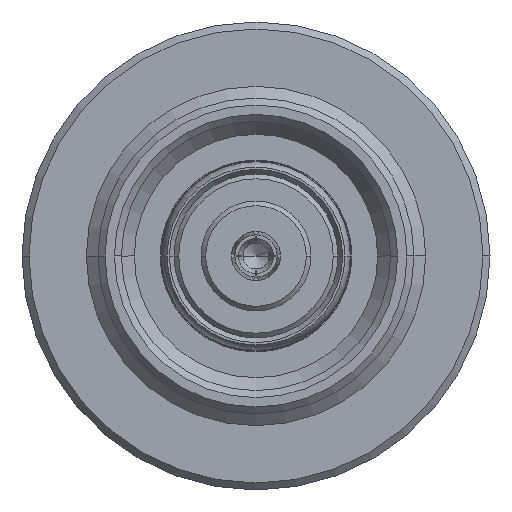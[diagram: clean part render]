
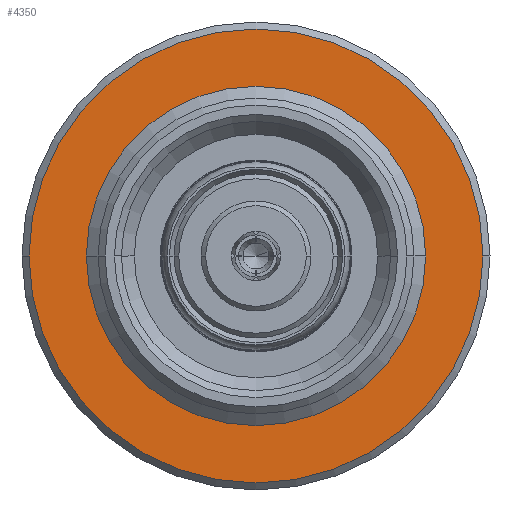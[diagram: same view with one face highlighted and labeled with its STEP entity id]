
A CAD part, left-side view. The second image highlights one B-rep face of the part: STEP entity #4350.
In plain terms, the highlighted planar face has unit normal (-1, 0, 0).
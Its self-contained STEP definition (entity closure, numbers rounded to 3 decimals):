
#21 = EDGE_CURVE ( 'NONE', #1544, #2253, #4833, .T. ) ;
#40 = DIRECTION ( 'NONE',  ( 0., 1., 0. ) ) ;
#50 = AXIS2_PLACEMENT_3D ( 'NONE', #3410, #3850, #5156 ) ;
#132 = EDGE_LOOP ( 'NONE', ( #3729, #3978 ) ) ;
#332 = EDGE_LOOP ( 'NONE', ( #898, #1656 ) ) ;
#454 = CARTESIAN_POINT ( 'NONE',  ( 0., 0., 0. ) ) ;
#495 = AXIS2_PLACEMENT_3D ( 'NONE', #1574, #4946, #5370 ) ;
#532 = VERTEX_POINT ( 'NONE', #1496 ) ;
#898 = ORIENTED_EDGE ( 'NONE', *, *, #1403, .F. ) ;
#901 = PLANE ( 'NONE',  #3064 ) ;
#1110 = CIRCLE ( 'NONE', #50, 9.7 ) ;
#1403 = EDGE_CURVE ( 'NONE', #532, #5041, #5479, .T. ) ;
#1496 = CARTESIAN_POINT ( 'NONE',  ( 0., 9.7, 0. ) ) ;
#1544 = VERTEX_POINT ( 'NONE', #3162 ) ;
#1574 = CARTESIAN_POINT ( 'NONE',  ( 0., 0., 0. ) ) ;
#1656 = ORIENTED_EDGE ( 'NONE', *, *, #3778, .F. ) ;
#1763 = DIRECTION ( 'NONE',  ( 1., 0., 0. ) ) ;
#2104 = DIRECTION ( 'NONE',  ( 0., -1., 0. ) ) ;
#2151 = DIRECTION ( 'NONE',  ( 1., 0., 0. ) ) ;
#2253 = VERTEX_POINT ( 'NONE', #2336 ) ;
#2336 = CARTESIAN_POINT ( 'NONE',  ( 0., -5.5, 0. ) ) ;
#2529 = AXIS2_PLACEMENT_3D ( 'NONE', #454, #2151, #40 ) ;
#2820 = FACE_BOUND ( 'NONE', #132, .T. ) ;
#3064 = AXIS2_PLACEMENT_3D ( 'NONE', #3316, #3393, #2104 ) ;
#3162 = CARTESIAN_POINT ( 'NONE',  ( 0., 5.5, 0. ) ) ;
#3316 = CARTESIAN_POINT ( 'NONE',  ( 0., 9.7, 0. ) ) ;
#3393 = DIRECTION ( 'NONE',  ( -1., 0., 0. ) ) ;
#3410 = CARTESIAN_POINT ( 'NONE',  ( 0., 0., 0. ) ) ;
#3547 = CARTESIAN_POINT ( 'NONE',  ( 0., 0., 0. ) ) ;
#3729 = ORIENTED_EDGE ( 'NONE', *, *, #21, .T. ) ;
#3778 = EDGE_CURVE ( 'NONE', #5041, #532, #1110, .T. ) ;
#3850 = DIRECTION ( 'NONE',  ( 1., 0., 0. ) ) ;
#3978 = ORIENTED_EDGE ( 'NONE', *, *, #4262, .T. ) ;
#4009 = DIRECTION ( 'NONE',  ( 0., 1., 0. ) ) ;
#4022 = CARTESIAN_POINT ( 'NONE',  ( 0., -9.7, 0. ) ) ;
#4092 = FACE_OUTER_BOUND ( 'NONE', #332, .T. ) ;
#4262 = EDGE_CURVE ( 'NONE', #2253, #1544, #5273, .T. ) ;
#4331 = AXIS2_PLACEMENT_3D ( 'NONE', #3547, #1763, #4009 ) ;
#4350 = ADVANCED_FACE ( 'NONE', ( #2820, #4092 ), #901, .T. ) ;
#4833 = CIRCLE ( 'NONE', #2529, 5.5 ) ;
#4946 = DIRECTION ( 'NONE',  ( 1., 0., 0. ) ) ;
#5041 = VERTEX_POINT ( 'NONE', #4022 ) ;
#5156 = DIRECTION ( 'NONE',  ( 0., 1., 0. ) ) ;
#5273 = CIRCLE ( 'NONE', #495, 5.5 ) ;
#5370 = DIRECTION ( 'NONE',  ( 0., 1., 0. ) ) ;
#5479 = CIRCLE ( 'NONE', #4331, 9.7 ) ;
